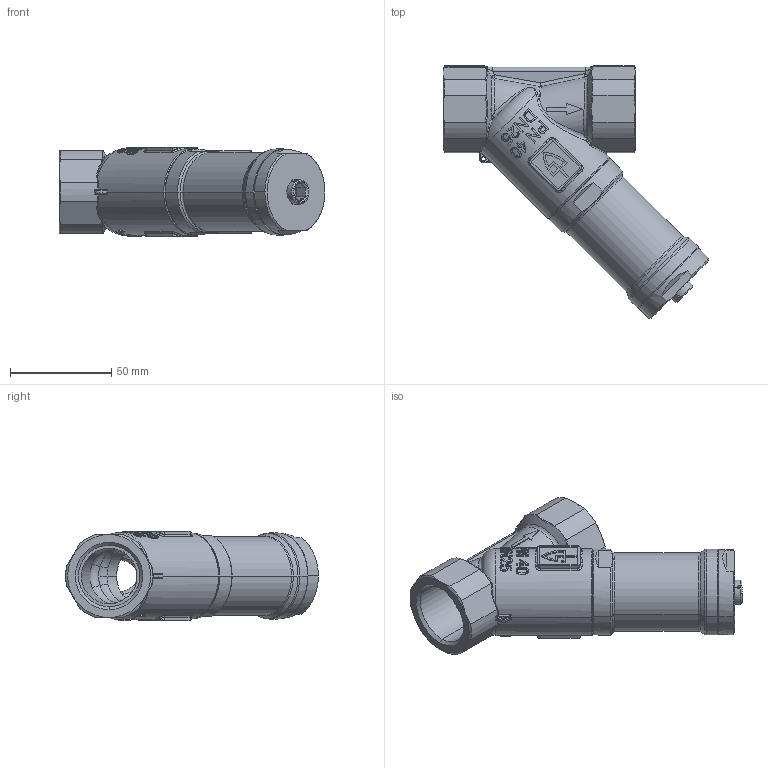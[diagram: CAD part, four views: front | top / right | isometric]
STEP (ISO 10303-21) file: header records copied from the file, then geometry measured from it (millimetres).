
FILE_DESCRIPTION (( 'STEP AP214' ), '1' );
FILE_NAME ('417ytGFO_25_FF_2525.STEP', '2021-05-27T13:32:18', ( '' ), ( '' ), 'SwSTEP 2.0', 'SolidWorks 2020', '' );
FILE_SCHEMA (( 'AUTOMOTIVE_DESIGN' ));
Length unit declared in the file: millimetre
Products named in the file (1): 417ytGFO_25_FF_2525
Bounding box: 131.38 x 124.86 x 44 mm (x, y, z)
Volume: 130424.9 mm3; surface area: 58733.7 mm2
Topology: 4 solids, 4 shells, 778 faces, 1919 edges, 1176 vertices
Faces by surface type: bspline 249, plane 232, cylinder 167, cone 74, torus 41, sphere 15
Entity records: 53558 total; most frequent: CARTESIAN_POINT 28598, ORIENTED_EDGE 3798, DIRECTION 2828, EDGE_CURVE 1899, VERTEX_POINT 1176, AXIS2_PLACEMENT_3D 1130, EDGE_LOOP 839, UNCERTAINTY_MEASURE_WITH_UNIT 784
